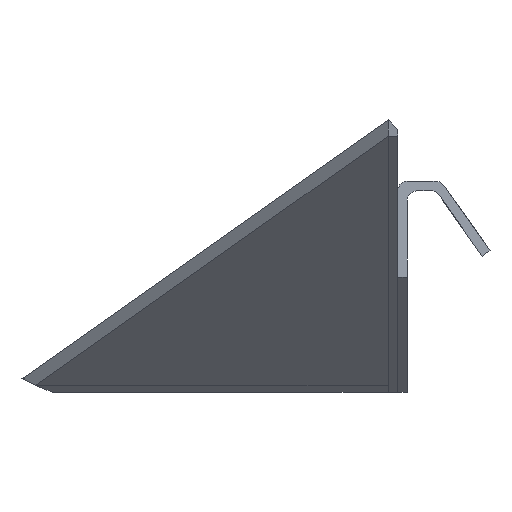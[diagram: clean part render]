
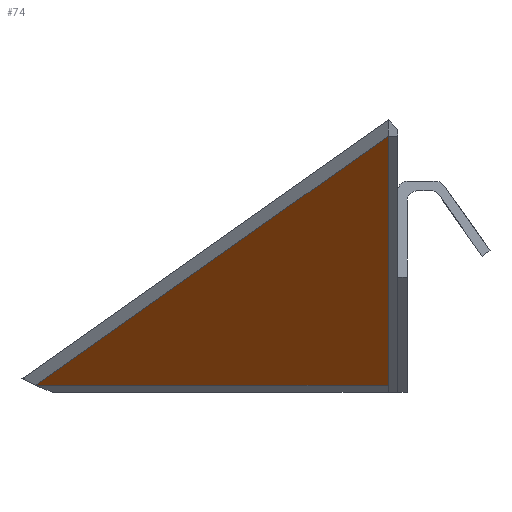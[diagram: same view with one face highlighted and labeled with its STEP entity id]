
A CAD part, left-side view. The second image highlights one B-rep face of the part: STEP entity #74.
In plain terms, the highlighted planar face has unit normal (-0.707, 0, -0.707).
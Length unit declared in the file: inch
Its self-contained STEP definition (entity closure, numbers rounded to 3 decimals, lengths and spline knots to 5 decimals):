
#74 = ADVANCED_FACE ( 'NONE', ( #658 ), #617, .T. ) ;
#75 = DIRECTION ( 'NONE',  ( 0., -1., 0. ) ) ;
#136 = VERTEX_POINT ( 'NONE', #1037 ) ;
#181 = CARTESIAN_POINT ( 'NONE',  ( -0.17678, 0., -6.92678 ) ) ;
#233 = DIRECTION ( 'NONE',  ( -0.707, 0., 0.707 ) ) ;
#234 = CARTESIAN_POINT ( 'NONE',  ( -6.67678, 0., -0.42678 ) ) ;
#247 = VECTOR ( 'NONE', #75, 39.37008 ) ;
#263 = ORIENTED_EDGE ( 'NONE', *, *, #492, .T. ) ;
#265 = DIRECTION ( 'NONE',  ( 0.5, 0.707, -0.5 ) ) ;
#278 = DIRECTION ( 'NONE',  ( -0.707, 0., 0.707 ) ) ;
#405 = VERTEX_POINT ( 'NONE', #234 ) ;
#407 = ORIENTED_EDGE ( 'NONE', *, *, #906, .T. ) ;
#491 = VERTEX_POINT ( 'NONE', #181 ) ;
#492 = EDGE_CURVE ( 'NONE', #405, #136, #1054, .T. ) ;
#536 = VECTOR ( 'NONE', #233, 39.37008 ) ;
#554 = CARTESIAN_POINT ( 'NONE',  ( -0.17678, 0., -6.92678 ) ) ;
#617 = PLANE ( 'NONE',  #674 ) ;
#644 = LINE ( 'NONE', #818, #247 ) ;
#658 = FACE_OUTER_BOUND ( 'NONE', #733, .T. ) ;
#671 = VECTOR ( 'NONE', #265, 39.37008 ) ;
#674 = AXIS2_PLACEMENT_3D ( 'NONE', #554, #1027, #278 ) ;
#706 = LINE ( 'NONE', #977, #536 ) ;
#733 = EDGE_LOOP ( 'NONE', ( #407, #263, #803 ) ) ;
#803 = ORIENTED_EDGE ( 'NONE', *, *, #922, .T. ) ;
#818 = CARTESIAN_POINT ( 'NONE',  ( -0.17678, 9.54594, -6.92678 ) ) ;
#906 = EDGE_CURVE ( 'NONE', #491, #405, #706, .T. ) ;
#922 = EDGE_CURVE ( 'NONE', #136, #491, #644, .T. ) ;
#977 = CARTESIAN_POINT ( 'NONE',  ( -0.17678, 0., -6.92678 ) ) ;
#1016 = CARTESIAN_POINT ( 'NONE',  ( -0.05178, 9.36916, -7.05178 ) ) ;
#1027 = DIRECTION ( 'NONE',  ( -0.707, 0., -0.707 ) ) ;
#1037 = CARTESIAN_POINT ( 'NONE',  ( -0.17678, 9.19239, -6.92678 ) ) ;
#1054 = LINE ( 'NONE', #1016, #671 ) ;
